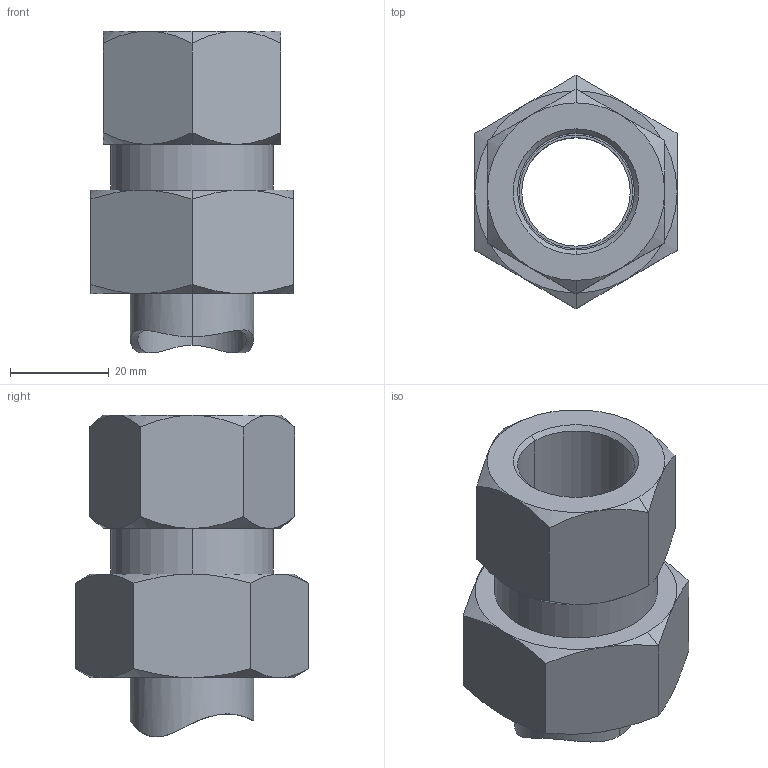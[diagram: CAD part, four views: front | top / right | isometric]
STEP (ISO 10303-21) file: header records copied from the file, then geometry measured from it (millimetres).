
FILE_DESCRIPTION(('STEP AP214'),'1');
FILE_NAME('0114_25_27.stp','2016-07-07T14:13:39',('TraceParts'),('TraceParts S.A.'),'Spatial InterOp 3D',' ',' ');
FILE_SCHEMA(('automotive_design'));
Length unit declared in the file: millimetre
Products named in the file (1): 0114-25-27_ASM|Next assembly relationship#0114-25-27U;0114-25-27U
Bounding box: 41 x 47.34 x 65.27 mm (x, y, z)
Volume: 42272.5 mm3; surface area: 17882.5 mm2
Topology: 1 solids, 2 shells, 123 faces, 280 edges, 172 vertices
Faces by surface type: cone 46, plane 43, cylinder 27, torus 6, extrusion 1
Entity records: 3893 total; most frequent: CARTESIAN_POINT 1117, DIRECTION 589, ORIENTED_EDGE 560, EDGE_CURVE 280, AXIS2_PLACEMENT_3D 238, VERTEX_POINT 172, EDGE_LOOP 138, ADVANCED_FACE 123
